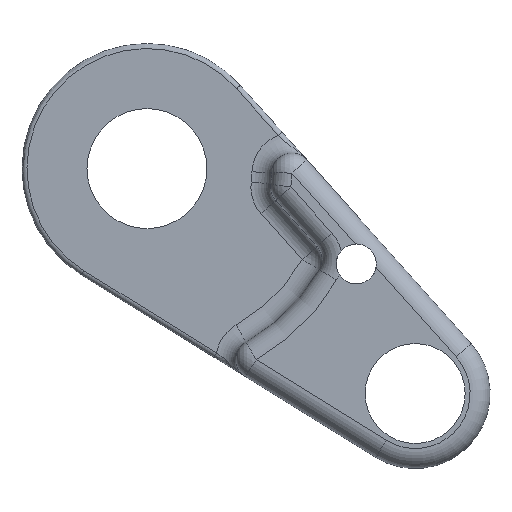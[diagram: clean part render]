
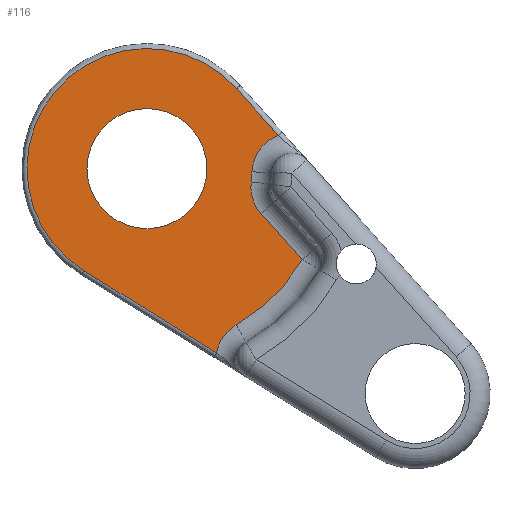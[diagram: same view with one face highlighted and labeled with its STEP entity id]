
A CAD part, left-side view. The second image highlights one B-rep face of the part: STEP entity #116.
In plain terms, the highlighted planar face has unit normal (-1, 0, 0).
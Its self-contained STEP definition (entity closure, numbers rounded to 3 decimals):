
#18 = DIRECTION ( 'NONE',  ( -1., 0., 0. ) ) ;
#21 = DIRECTION ( 'NONE',  ( 0., 0., -1. ) ) ;
#25 = VERTEX_POINT ( 'NONE', #925 ) ;
#36 = CIRCLE ( 'NONE', #539, 6. ) ;
#47 = VERTEX_POINT ( 'NONE', #496 ) ;
#49 = PLANE ( 'NONE',  #1310 ) ;
#53 = CARTESIAN_POINT ( 'NONE',  ( 0., -8.948, 7.996 ) ) ;
#73 = CARTESIAN_POINT ( 'NONE',  ( 0., 0., 0. ) ) ;
#87 = CARTESIAN_POINT ( 'NONE',  ( 0., -15.522, -9.114 ) ) ;
#116 = ADVANCED_FACE ( 'NONE', ( #637, #335 ), #49, .F. ) ;
#137 = ORIENTED_EDGE ( 'NONE', *, *, #328, .T. ) ;
#144 = CARTESIAN_POINT ( 'NONE',  ( 0., -8.92, -15.634 ) ) ;
#173 = CIRCLE ( 'NONE', #946, 18. ) ;
#213 = AXIS2_PLACEMENT_3D ( 'NONE', #594, #927, #21 ) ;
#229 = ORIENTED_EDGE ( 'NONE', *, *, #1047, .T. ) ;
#241 = DIRECTION ( 'NONE',  ( 0., 0., -1. ) ) ;
#245 = CARTESIAN_POINT ( 'NONE',  ( 0., -14.493, -0.46 ) ) ;
#253 = CARTESIAN_POINT ( 'NONE',  ( 0., 0., 6. ) ) ;
#259 = LINE ( 'NONE', #1210, #1373 ) ;
#328 = EDGE_CURVE ( 'NONE', #518, #1132, #393, .T. ) ;
#335 = FACE_BOUND ( 'NONE', #1292, .T. ) ;
#339 = AXIS2_PLACEMENT_3D ( 'NONE', #366, #1241, #241 ) ;
#348 = AXIS2_PLACEMENT_3D ( 'NONE', #376, #18, #1256 ) ;
#353 = CIRCLE ( 'NONE', #1224, 4. ) ;
#356 = VERTEX_POINT ( 'NONE', #1376 ) ;
#366 = CARTESIAN_POINT ( 'NONE',  ( 0., 0., 0. ) ) ;
#376 = CARTESIAN_POINT ( 'NONE',  ( 0., 0., 0. ) ) ;
#390 = LINE ( 'NONE', #632, #634 ) ;
#393 = CIRCLE ( 'NONE', #1386, 4. ) ;
#410 = EDGE_CURVE ( 'NONE', #696, #25, #615, .T. ) ;
#421 = DIRECTION ( 'NONE',  ( 0., 0., -1. ) ) ;
#422 = ORIENTED_EDGE ( 'NONE', *, *, #410, .T. ) ;
#437 = DIRECTION ( 'NONE',  ( 1., 0., 0. ) ) ;
#474 = DIRECTION ( 'NONE',  ( 0., 0., -1. ) ) ;
#477 = CARTESIAN_POINT ( 'NONE',  ( 0., 0., 0. ) ) ;
#487 = ORIENTED_EDGE ( 'NONE', *, *, #991, .T. ) ;
#495 = CIRCLE ( 'NONE', #348, 10.5 ) ;
#496 = CARTESIAN_POINT ( 'NONE',  ( 0., -13.14, 3.305 ) ) ;
#518 = VERTEX_POINT ( 'NONE', #1284 ) ;
#539 = AXIS2_PLACEMENT_3D ( 'NONE', #977, #437, #421 ) ;
#570 = ORIENTED_EDGE ( 'NONE', *, *, #892, .T. ) ;
#573 = VERTEX_POINT ( 'NONE', #87 ) ;
#594 = CARTESIAN_POINT ( 'NONE',  ( 0., -10.902, -19.109 ) ) ;
#607 = CARTESIAN_POINT ( 'NONE',  ( 0., -8.948, 7.996 ) ) ;
#615 = CIRCLE ( 'NONE', #1133, 6. ) ;
#618 = ORIENTED_EDGE ( 'NONE', *, *, #659, .T. ) ;
#632 = CARTESIAN_POINT ( 'NONE',  ( 0., -4.101, 3.665 ) ) ;
#634 = VECTOR ( 'NONE', #948, 1000. ) ;
#635 = DIRECTION ( 'NONE',  ( 0., 0., -1. ) ) ;
#637 = FACE_OUTER_BOUND ( 'NONE', #1150, .T. ) ;
#638 = EDGE_CURVE ( 'NONE', #677, #47, #353, .T. ) ;
#659 = EDGE_CURVE ( 'NONE', #1328, #573, #173, .T. ) ;
#677 = VERTEX_POINT ( 'NONE', #1005 ) ;
#693 = DIRECTION ( 'NONE',  ( -1., 0., 0. ) ) ;
#696 = VERTEX_POINT ( 'NONE', #253 ) ;
#723 = DIRECTION ( 'NONE',  ( 1., 0., 0. ) ) ;
#732 = DIRECTION ( 'NONE',  ( 0., 0.666, 0.746 ) ) ;
#745 = EDGE_CURVE ( 'NONE', #1132, #677, #495, .T. ) ;
#759 = DIRECTION ( 'NONE',  ( 1., 0., 0. ) ) ;
#774 = ORIENTED_EDGE ( 'NONE', *, *, #745, .T. ) ;
#818 = LINE ( 'NONE', #607, #1017 ) ;
#856 = ORIENTED_EDGE ( 'NONE', *, *, #1290, .T. ) ;
#892 = EDGE_CURVE ( 'NONE', #573, #518, #390, .T. ) ;
#925 = CARTESIAN_POINT ( 'NONE',  ( 0., 0., -6. ) ) ;
#927 = DIRECTION ( 'NONE',  ( 1., 0., 0. ) ) ;
#937 = VERTEX_POINT ( 'NONE', #53 ) ;
#946 = AXIS2_PLACEMENT_3D ( 'NONE', #477, #693, #1354 ) ;
#947 = DIRECTION ( 'NONE',  ( 1., 0., 0. ) ) ;
#948 = DIRECTION ( 'NONE',  ( 0., 0.666, 0.746 ) ) ;
#949 = DIRECTION ( 'NONE',  ( 0., 0., -1. ) ) ;
#969 = CARTESIAN_POINT ( 'NONE',  ( 0., 0., 0. ) ) ;
#977 = CARTESIAN_POINT ( 'NONE',  ( 0., 0., 0. ) ) ;
#985 = CIRCLE ( 'NONE', #213, 4. ) ;
#991 = EDGE_CURVE ( 'NONE', #25, #696, #36, .T. ) ;
#1005 = CARTESIAN_POINT ( 'NONE',  ( 0., -10.495, -0.333 ) ) ;
#1017 = VECTOR ( 'NONE', #732, 1000. ) ;
#1047 = EDGE_CURVE ( 'NONE', #356, #1409, #259, .T. ) ;
#1125 = DIRECTION ( 'NONE',  ( 1., 0., 0. ) ) ;
#1132 = VERTEX_POINT ( 'NONE', #1138 ) ;
#1133 = AXIS2_PLACEMENT_3D ( 'NONE', #73, #759, #635 ) ;
#1138 = CARTESIAN_POINT ( 'NONE',  ( 0., -10.415, -1.331 ) ) ;
#1150 = EDGE_LOOP ( 'NONE', ( #1345, #1173, #1412, #229, #856, #618, #570, #137, #774 ) ) ;
#1173 = ORIENTED_EDGE ( 'NONE', *, *, #1327, .T. ) ;
#1194 = EDGE_CURVE ( 'NONE', #937, #356, #1319, .T. ) ;
#1210 = CARTESIAN_POINT ( 'NONE',  ( 0., 6.321, -10.2 ) ) ;
#1215 = DIRECTION ( 'NONE',  ( 0., -0.85, -0.527 ) ) ;
#1224 = AXIS2_PLACEMENT_3D ( 'NONE', #245, #1125, #474 ) ;
#1241 = DIRECTION ( 'NONE',  ( -1., 0., 0. ) ) ;
#1256 = DIRECTION ( 'NONE',  ( 0., 0., -1. ) ) ;
#1272 = DIRECTION ( 'NONE',  ( 0., 0., -1. ) ) ;
#1274 = CARTESIAN_POINT ( 'NONE',  ( 0., -14.383, -1.838 ) ) ;
#1284 = CARTESIAN_POINT ( 'NONE',  ( 0., -11.401, -4.503 ) ) ;
#1290 = EDGE_CURVE ( 'NONE', #1409, #1328, #985, .T. ) ;
#1292 = EDGE_LOOP ( 'NONE', ( #422, #487 ) ) ;
#1310 = AXIS2_PLACEMENT_3D ( 'NONE', #969, #947, #1272 ) ;
#1319 = CIRCLE ( 'NONE', #339, 12. ) ;
#1327 = EDGE_CURVE ( 'NONE', #47, #937, #818, .T. ) ;
#1328 = VERTEX_POINT ( 'NONE', #144 ) ;
#1345 = ORIENTED_EDGE ( 'NONE', *, *, #638, .T. ) ;
#1354 = DIRECTION ( 'NONE',  ( 0., 0., -1. ) ) ;
#1373 = VECTOR ( 'NONE', #1215, 1000. ) ;
#1376 = CARTESIAN_POINT ( 'NONE',  ( 0., 6.321, -10.2 ) ) ;
#1382 = CARTESIAN_POINT ( 'NONE',  ( 0., -6.96, -18.431 ) ) ;
#1386 = AXIS2_PLACEMENT_3D ( 'NONE', #1274, #723, #949 ) ;
#1409 = VERTEX_POINT ( 'NONE', #1382 ) ;
#1412 = ORIENTED_EDGE ( 'NONE', *, *, #1194, .T. ) ;
